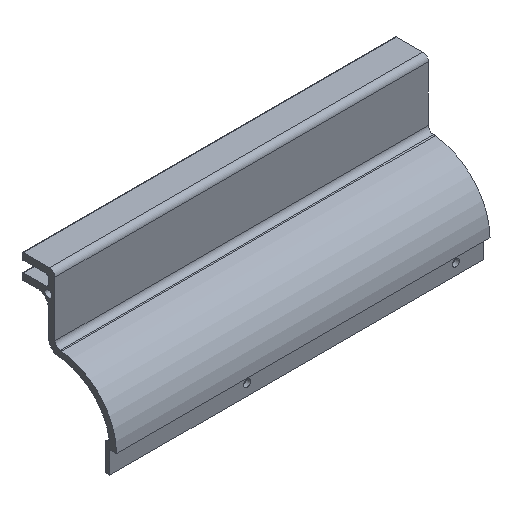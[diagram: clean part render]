
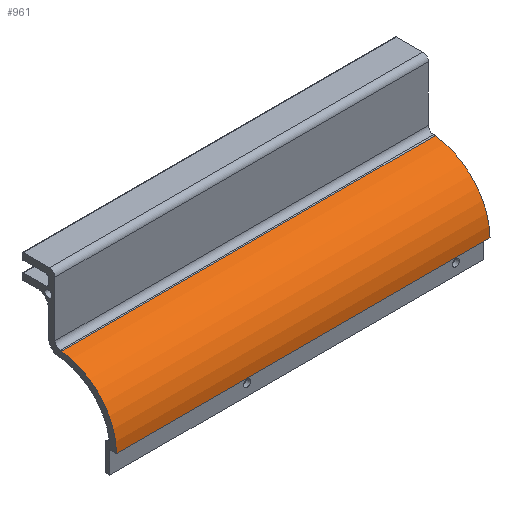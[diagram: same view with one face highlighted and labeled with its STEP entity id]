
A CAD part, isometric view. The second image highlights one B-rep face of the part: STEP entity #961.
In plain terms, the highlighted cylindrical face has radius 28 mm (diameter 56 mm), a partial arc.
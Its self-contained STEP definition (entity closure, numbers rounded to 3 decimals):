
#59=FACE_OUTER_BOUND('',#110,.T.);
#110=EDGE_LOOP('',(#690,#691,#692,#693));
#182=LINE('',#1533,#267);
#183=LINE('',#1537,#268);
#267=VECTOR('',#1215,170.);
#268=VECTOR('',#1220,167.5);
#344=CIRCLE('',#1031,28.);
#359=CIRCLE('',#1051,28.);
#409=VERTEX_POINT('',#1476);
#410=VERTEX_POINT('',#1478);
#433=VERTEX_POINT('',#1532);
#434=VERTEX_POINT('',#1536);
#508=EDGE_CURVE('',#410,#409,#344,.T.);
#535=EDGE_CURVE('',#433,#410,#182,.T.);
#537=EDGE_CURVE('',#434,#409,#183,.T.);
#538=EDGE_CURVE('',#433,#434,#359,.T.);
#690=ORIENTED_EDGE('',*,*,#508,.T.);
#691=ORIENTED_EDGE('',*,*,#537,.F.);
#692=ORIENTED_EDGE('',*,*,#538,.F.);
#693=ORIENTED_EDGE('',*,*,#535,.T.);
#930=CYLINDRICAL_SURFACE('',#1050,28.);
#961=ADVANCED_FACE('',(#59),#930,.T.);
#1031=AXIS2_PLACEMENT_3D('',#1479,#1166,#1167);
#1050=AXIS2_PLACEMENT_3D('',#1535,#1218,#1219);
#1051=AXIS2_PLACEMENT_3D('',#1538,#1221,#1222);
#1166=DIRECTION('center_axis',(1.,0.,0.));
#1167=DIRECTION('ref_axis',(0.,-1.,0.));
#1215=DIRECTION('',(-1.,0.,0.));
#1218=DIRECTION('center_axis',(-1.,0.,0.));
#1219=DIRECTION('ref_axis',(0.,-1.,0.));
#1220=DIRECTION('',(-1.,0.,0.));
#1221=DIRECTION('center_axis',(1.,0.,0.));
#1222=DIRECTION('ref_axis',(0.,-1.,0.));
#1476=CARTESIAN_POINT('',(-247.25,-235.25,362.));
#1478=CARTESIAN_POINT('',(-247.25,-210.25,389.839));
#1479=CARTESIAN_POINT('Origin',(-247.25,-207.25,362.));
#1532=CARTESIAN_POINT('',(-77.25,-210.25,389.839));
#1533=CARTESIAN_POINT('',(-247.25,-210.25,389.839));
#1535=CARTESIAN_POINT('Origin',(-74.75,-207.25,362.));
#1536=CARTESIAN_POINT('',(-77.25,-235.25,362.));
#1537=CARTESIAN_POINT('',(-247.25,-235.25,362.));
#1538=CARTESIAN_POINT('Origin',(-77.25,-207.25,362.));
